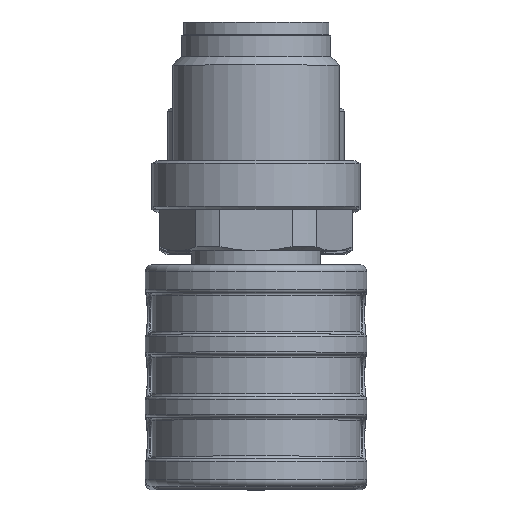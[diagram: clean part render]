
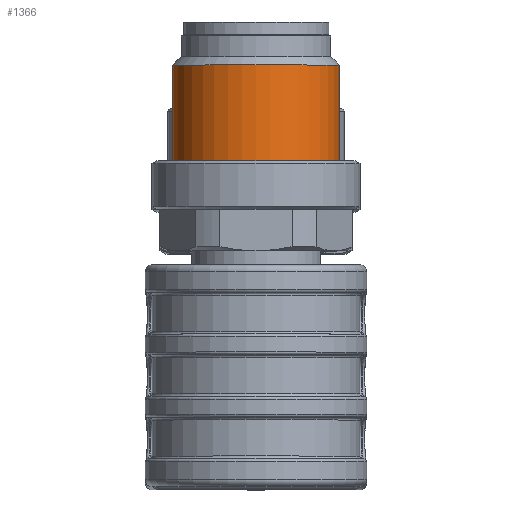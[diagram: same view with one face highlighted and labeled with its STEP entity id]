
A CAD part, top view. The second image highlights one B-rep face of the part: STEP entity #1366.
In plain terms, the highlighted cylindrical face has radius 6 mm (diameter 12 mm), a full revolution.
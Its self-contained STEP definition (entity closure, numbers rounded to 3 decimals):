
#544=CYLINDRICAL_SURFACE('',#9577,6.);
#1366=ADVANCED_FACE('',(#3222,#3223),#544,.T.);
#3222=FACE_BOUND('',#3611,.T.);
#3223=FACE_BOUND('',#3612,.T.);
#3611=EDGE_LOOP('',(#5147));
#3612=EDGE_LOOP('',(#5148));
#5147=ORIENTED_EDGE('',*,*,#7942,.F.);
#5148=ORIENTED_EDGE('',*,*,#7943,.T.);
#6897=VERTEX_POINT('',#14839);
#6898=VERTEX_POINT('',#14842);
#7942=EDGE_CURVE('',#6897,#6897,#8858,.T.);
#7943=EDGE_CURVE('',#6898,#6898,#8859,.T.);
#8858=CIRCLE('',#9574,6.);
#8859=CIRCLE('',#9576,6.);
#9574=AXIS2_PLACEMENT_3D('',#14838,#11333,#11334);
#9576=AXIS2_PLACEMENT_3D('',#14841,#11337,#11338);
#9577=AXIS2_PLACEMENT_3D('',#14843,#11339,#11340);
#11333=DIRECTION('',(0.,1.,0.));
#11334=DIRECTION('',(0.,0.,1.));
#11337=DIRECTION('',(0.,1.,0.));
#11338=DIRECTION('',(0.,0.,1.));
#11339=DIRECTION('',(0.,1.,0.));
#11340=DIRECTION('',(0.,0.,-1.));
#14838=CARTESIAN_POINT('',(0.,22.4,53.3));
#14839=CARTESIAN_POINT('',(0.,22.4,59.3));
#14841=CARTESIAN_POINT('',(0.,15.5,53.3));
#14842=CARTESIAN_POINT('',(0.,15.5,59.3));
#14843=CARTESIAN_POINT('',(0.,24.5,53.3));
